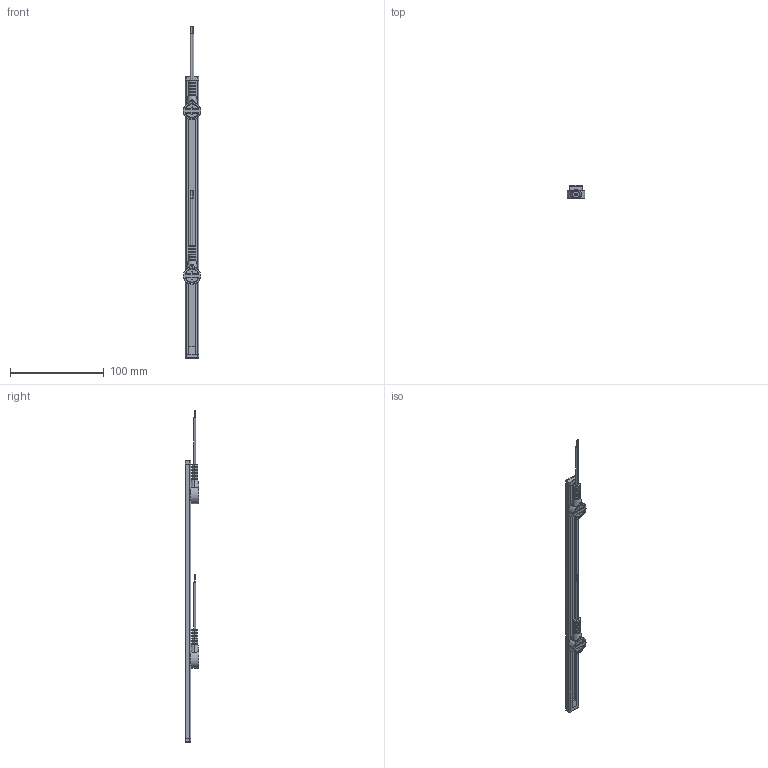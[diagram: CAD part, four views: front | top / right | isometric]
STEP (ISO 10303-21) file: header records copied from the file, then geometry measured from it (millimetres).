
FILE_DESCRIPTION (( 'STEP AP203' ), '1' );
FILE_NAME ('PT14.STEP', '2023-03-21T11:06:35', ( '' ), ( '' ), 'SwSTEP 2.0', 'SolidWorks 2018', '' );
FILE_SCHEMA (( 'CONFIG_CONTROL_DESIGN' ));
Length unit declared in the file: millimetre
Products named in the file (6): 黑芛5; 脣芛2; 肣盄羞; ͭ˿; PT14; 棠沺え
Assembly tree (7 placements, depth 2):
  PT14
    肣盄羞
    棠沺え
    ͭ˿
    黑芛5  x2
    脣芛2  x2
Bounding box: 18.5 x 14.1 x 353.57 mm (x, y, z)
Volume: 24032.3 mm3; surface area: 33593.8 mm2
Topology: 8 solids, 8 shells, 507 faces, 1247 edges, 792 vertices
Faces by surface type: plane 294, cylinder 117, bspline 40, torus 38, sphere 12, cone 6
Entity records: 9618 total; most frequent: CARTESIAN_POINT 2624, ORIENTED_EDGE 1332, DIRECTION 1286, EDGE_CURVE 666, AXIS2_PLACEMENT_3D 433, VERTEX_POINT 427, VECTOR 420, LINE 420
